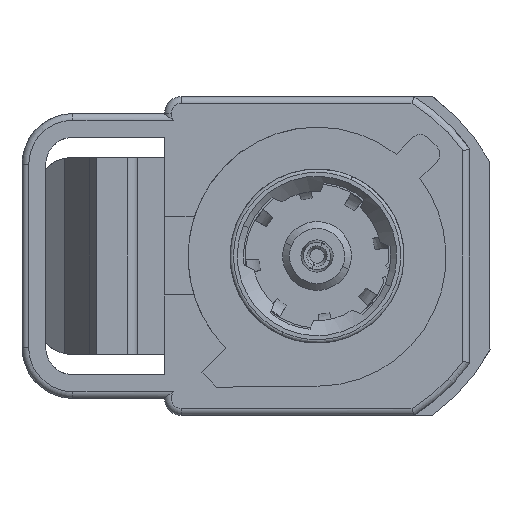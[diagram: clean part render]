
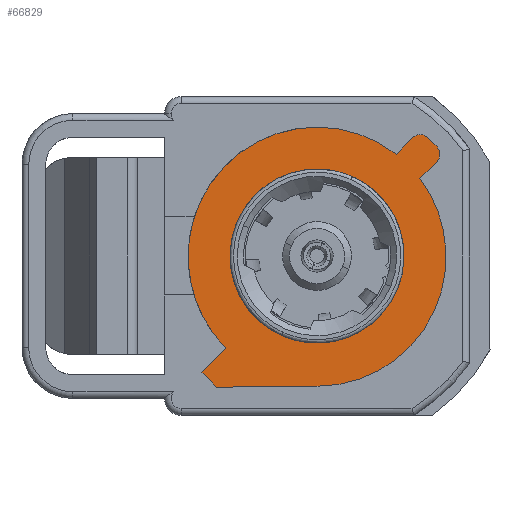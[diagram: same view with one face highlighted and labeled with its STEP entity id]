
A CAD part, left-side view. The second image highlights one B-rep face of the part: STEP entity #66829.
In plain terms, the highlighted planar face has unit normal (-1, 0, 0).
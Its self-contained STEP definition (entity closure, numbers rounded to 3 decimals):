
#765 = LINE ( 'NONE', #107481, #6565 ) ;
#1941 = VERTEX_POINT ( 'NONE', #63522 ) ;
#2075 = CARTESIAN_POINT ( 'NONE',  ( 9.3, 1.366, 3.612 ) ) ;
#3001 = DIRECTION ( 'NONE',  ( -1., 0., 0. ) ) ;
#3103 = AXIS2_PLACEMENT_3D ( 'NONE', #128204, #127515, #20093 ) ;
#3127 = CIRCLE ( 'NONE', #32094, 1.9 ) ;
#5321 = CIRCLE ( 'NONE', #3103, 3.8 ) ;
#5345 = CIRCLE ( 'NONE', #38747, 3.8 ) ;
#5470 = DIRECTION ( 'NONE',  ( 0., 0., 1. ) ) ;
#5583 = ORIENTED_EDGE ( 'NONE', *, *, #28532, .F. ) ;
#6408 = CARTESIAN_POINT ( 'NONE',  ( 9.3, 0.846, 3.092 ) ) ;
#6565 = VECTOR ( 'NONE', #98352, 1000. ) ;
#7268 = DIRECTION ( 'NONE',  ( 0., 0., 1. ) ) ;
#7282 = VERTEX_POINT ( 'NONE', #51014 ) ;
#7440 = EDGE_CURVE ( 'NONE', #116956, #91668, #765, .T. ) ;
#7639 = DIRECTION ( 'NONE',  ( -1., 0., 0. ) ) ;
#8622 = CARTESIAN_POINT ( 'NONE',  ( 9.3, 4.5, 0. ) ) ;
#8963 = ORIENTED_EDGE ( 'NONE', *, *, #108349, .F. ) ;
#9406 = ORIENTED_EDGE ( 'NONE', *, *, #80113, .F. ) ;
#11293 = EDGE_CURVE ( 'NONE', #133490, #61741, #135264, .T. ) ;
#11730 = CARTESIAN_POINT ( 'NONE',  ( 9.3, 5.665, -5.665 ) ) ;
#14788 = CARTESIAN_POINT ( 'NONE',  ( 9.3, 4.5, 0. ) ) ;
#14943 = CARTESIAN_POINT ( 'NONE',  ( 9.3, 7.462, -3.867 ) ) ;
#16822 = ORIENTED_EDGE ( 'NONE', *, *, #36345, .T. ) ;
#18173 = CARTESIAN_POINT ( 'NONE',  ( 9.3, 8.292, -0.24 ) ) ;
#20093 = DIRECTION ( 'NONE',  ( 0., 0., 1. ) ) ;
#20492 = EDGE_CURVE ( 'NONE', #44792, #40337, #24506, .T. ) ;
#24506 = CIRCLE ( 'NONE', #64535, 1.9 ) ;
#25151 = DIRECTION ( 'NONE',  ( 0., 0.707, -0.707 ) ) ;
#25312 = CARTESIAN_POINT ( 'NONE',  ( 9.3, 0.846, 2.907 ) ) ;
#26301 = FACE_OUTER_BOUND ( 'NONE', #29576, .T. ) ;
#26534 = CARTESIAN_POINT ( 'NONE',  ( 9.3, 2.6, 2.555 ) ) ;
#28532 = EDGE_CURVE ( 'NONE', #91668, #114861, #118459, .T. ) ;
#29576 = EDGE_LOOP ( 'NONE', ( #16822, #54031, #5583, #86807, #137749, #42388, #29641, #133271, #9406, #8963, #34812, #60009, #100035 ) ) ;
#29641 = ORIENTED_EDGE ( 'NONE', *, *, #110151, .T. ) ;
#31407 = VECTOR ( 'NONE', #25151, 1000. ) ;
#32094 = AXIS2_PLACEMENT_3D ( 'NONE', #59876, #7639, #80851 ) ;
#34812 = ORIENTED_EDGE ( 'NONE', *, *, #62522, .F. ) ;
#35587 = CARTESIAN_POINT ( 'NONE',  ( 9.3, 4.498, -0.04 ) ) ;
#36277 = DIRECTION ( 'NONE',  ( 0., 0., 1. ) ) ;
#36331 = DIRECTION ( 'NONE',  ( -1., 0., 0. ) ) ;
#36345 = EDGE_CURVE ( 'NONE', #44531, #1941, #127289, .T. ) ;
#37606 = LINE ( 'NONE', #91987, #31407 ) ;
#38747 = AXIS2_PLACEMENT_3D ( 'NONE', #35587, #100438, #36277 ) ;
#39853 = CARTESIAN_POINT ( 'NONE',  ( 9.3, 2.744, -0.726 ) ) ;
#40337 = VERTEX_POINT ( 'NONE', #39853 ) ;
#40655 = DIRECTION ( 'NONE',  ( -1., 0., 0. ) ) ;
#42388 = ORIENTED_EDGE ( 'NONE', *, *, #11293, .F. ) ;
#42452 = EDGE_CURVE ( 'NONE', #61741, #116956, #61050, .T. ) ;
#43958 = CARTESIAN_POINT ( 'NONE',  ( 9.3, 0.705, 0.2 ) ) ;
#44531 = VERTEX_POINT ( 'NONE', #43958 ) ;
#44792 = VERTEX_POINT ( 'NONE', #113661 ) ;
#47875 = CARTESIAN_POINT ( 'NONE',  ( 9.3, 0.654, -3.846 ) ) ;
#47933 = LINE ( 'NONE', #48613, #87485 ) ;
#48613 = CARTESIAN_POINT ( 'NONE',  ( 9.3, 2.229, 2.229 ) ) ;
#51014 = CARTESIAN_POINT ( 'NONE',  ( 9.3, 4.5, 3.8 ) ) ;
#54031 = ORIENTED_EDGE ( 'NONE', *, *, #62268, .F. ) ;
#56359 = DIRECTION ( 'NONE',  ( 1., 0., 0. ) ) ;
#56478 = AXIS2_PLACEMENT_3D ( 'NONE', #57057, #56359, #5470 ) ;
#57057 = CARTESIAN_POINT ( 'NONE',  ( 9.3, 4.498, -0.04 ) ) ;
#59876 = CARTESIAN_POINT ( 'NONE',  ( 9.3, 4.5, 0. ) ) ;
#60009 = ORIENTED_EDGE ( 'NONE', *, *, #111333, .F. ) ;
#61033 = DIRECTION ( 'NONE',  ( 0., 0., 1. ) ) ;
#61050 = B_SPLINE_CURVE_WITH_KNOTS ( 'NONE', 3,
 ( #98998, #75287, #2075, #108126 ),
 .UNSPECIFIED., .F., .F.,
 ( 4, 4 ),
 ( 0., 1. ),
 .UNSPECIFIED. ) ;
#61741 = VERTEX_POINT ( 'NONE', #86850 ) ;
#62268 = EDGE_CURVE ( 'NONE', #114861, #1941, #37606, .T. ) ;
#62522 = EDGE_CURVE ( 'NONE', #127792, #88644, #76538, .T. ) ;
#63440 = CIRCLE ( 'NONE', #56478, 3.8 ) ;
#63522 = CARTESIAN_POINT ( 'NONE',  ( 9.3, 1.466, 2.287 ) ) ;
#64535 = AXIS2_PLACEMENT_3D ( 'NONE', #14788, #36331, #79582 ) ;
#66829 = ADVANCED_FACE ( 'NONE', ( #86931, #26301 ), #129548, .T. ) ;
#69972 = EDGE_CURVE ( 'NONE', #40337, #44792, #3127, .T. ) ;
#71513 = AXIS2_PLACEMENT_3D ( 'NONE', #121590, #3001, #120889 ) ;
#75287 = CARTESIAN_POINT ( 'NONE',  ( 9.3, 1.551, 3.612 ) ) ;
#76538 = LINE ( 'NONE', #11730, #118365 ) ;
#77077 = VERTEX_POINT ( 'NONE', #133503 ) ;
#79484 = CARTESIAN_POINT ( 'NONE',  ( 9.3, 4.502, -3.84 ) ) ;
#79582 = DIRECTION ( 'NONE',  ( 0., 0., 1. ) ) ;
#80113 = EDGE_CURVE ( 'NONE', #77077, #80716, #63440, .T. ) ;
#80575 = CARTESIAN_POINT ( 'NONE',  ( 9.3, 0.96, 2.793 ) ) ;
#80716 = VERTEX_POINT ( 'NONE', #18173 ) ;
#80851 = DIRECTION ( 'NONE',  ( 0., 0., 1. ) ) ;
#82602 = VECTOR ( 'NONE', #102475, 1000. ) ;
#85053 = VERTEX_POINT ( 'NONE', #79484 ) ;
#86807 = ORIENTED_EDGE ( 'NONE', *, *, #7440, .F. ) ;
#86850 = CARTESIAN_POINT ( 'NONE',  ( 9.3, 1.674, 3.497 ) ) ;
#86931 = FACE_BOUND ( 'NONE', #120175, .T. ) ;
#87485 = VECTOR ( 'NONE', #134428, 1000. ) ;
#88644 = VERTEX_POINT ( 'NONE', #130228 ) ;
#91668 = VERTEX_POINT ( 'NONE', #108465 ) ;
#91987 = CARTESIAN_POINT ( 'NONE',  ( 9.3, 1.876, 1.876 ) ) ;
#93019 = CARTESIAN_POINT ( 'NONE',  ( 9.3, 1.242, 3.497 ) ) ;
#94366 = AXIS2_PLACEMENT_3D ( 'NONE', #8622, #40655, #7268 ) ;
#97610 = CARTESIAN_POINT ( 'NONE',  ( 9.3, -0.035, -3.798 ) ) ;
#97810 = CARTESIAN_POINT ( 'NONE',  ( 9.3, 2.165, 2.998 ) ) ;
#98352 = DIRECTION ( 'NONE',  ( 0., -0.707, -0.707 ) ) ;
#98998 = CARTESIAN_POINT ( 'NONE',  ( 9.3, 1.674, 3.497 ) ) ;
#100035 = ORIENTED_EDGE ( 'NONE', *, *, #124763, .F. ) ;
#100438 = DIRECTION ( 'NONE',  ( 1., 0., 0. ) ) ;
#101002 = AXIS2_PLACEMENT_3D ( 'NONE', #47875, #112768, #61033 ) ;
#102475 = DIRECTION ( 'NONE',  ( 0., -0.701, 0.713 ) ) ;
#103143 = VECTOR ( 'NONE', #106058, 1000. ) ;
#106058 = DIRECTION ( 'NONE',  ( 0., 1., -0.009 ) ) ;
#107481 = CARTESIAN_POINT ( 'NONE',  ( 9.3, -1.128, 1.128 ) ) ;
#108126 = CARTESIAN_POINT ( 'NONE',  ( 9.3, 1.242, 3.497 ) ) ;
#108349 = EDGE_CURVE ( 'NONE', #88644, #77077, #47933, .T. ) ;
#108465 = CARTESIAN_POINT ( 'NONE',  ( 9.3, 0.96, 3.216 ) ) ;
#108672 = DIRECTION ( 'NONE',  ( 0., 0.707, 0.707 ) ) ;
#110151 = EDGE_CURVE ( 'NONE', #133490, #7282, #5321, .T. ) ;
#111333 = EDGE_CURVE ( 'NONE', #85053, #127792, #118616, .T. ) ;
#112768 = DIRECTION ( 'NONE',  ( -1., 0., 0. ) ) ;
#113661 = CARTESIAN_POINT ( 'NONE',  ( 9.3, 6.256, 0.726 ) ) ;
#114861 = VERTEX_POINT ( 'NONE', #80575 ) ;
#116736 = CIRCLE ( 'NONE', #94366, 3.8 ) ;
#116956 = VERTEX_POINT ( 'NONE', #93019 ) ;
#118365 = VECTOR ( 'NONE', #108672, 1000. ) ;
#118459 = B_SPLINE_CURVE_WITH_KNOTS ( 'NONE', 3,
 ( #133389, #6408, #25312, #134077 ),
 .UNSPECIFIED., .F., .F.,
 ( 4, 4 ),
 ( 0., 1. ),
 .UNSPECIFIED. ) ;
#118616 = LINE ( 'NONE', #97610, #103143 ) ;
#120175 = EDGE_LOOP ( 'NONE', ( #120721, #129208 ) ) ;
#120721 = ORIENTED_EDGE ( 'NONE', *, *, #20492, .F. ) ;
#120889 = DIRECTION ( 'NONE',  ( 0., 0., 1. ) ) ;
#121590 = CARTESIAN_POINT ( 'NONE',  ( 9.3, 4.5, 0. ) ) ;
#124592 = EDGE_CURVE ( 'NONE', #7282, #80716, #116736, .T. ) ;
#124763 = EDGE_CURVE ( 'NONE', #44531, #85053, #5345, .T. ) ;
#127289 = CIRCLE ( 'NONE', #71513, 3.8 ) ;
#127515 = DIRECTION ( 'NONE',  ( -1., 0., 0. ) ) ;
#127792 = VERTEX_POINT ( 'NONE', #14943 ) ;
#128204 = CARTESIAN_POINT ( 'NONE',  ( 9.3, 4.5, 0. ) ) ;
#129208 = ORIENTED_EDGE ( 'NONE', *, *, #69972, .F. ) ;
#129548 = PLANE ( 'NONE',  #101002 ) ;
#130228 = CARTESIAN_POINT ( 'NONE',  ( 9.3, 7.894, -3.436 ) ) ;
#133271 = ORIENTED_EDGE ( 'NONE', *, *, #124592, .T. ) ;
#133389 = CARTESIAN_POINT ( 'NONE',  ( 9.3, 0.96, 3.216 ) ) ;
#133490 = VERTEX_POINT ( 'NONE', #97810 ) ;
#133503 = CARTESIAN_POINT ( 'NONE',  ( 9.3, 7.185, -2.727 ) ) ;
#134077 = CARTESIAN_POINT ( 'NONE',  ( 9.3, 0.96, 2.793 ) ) ;
#134428 = DIRECTION ( 'NONE',  ( 0., -0.707, 0.707 ) ) ;
#135264 = LINE ( 'NONE', #26534, #82602 ) ;
#137749 = ORIENTED_EDGE ( 'NONE', *, *, #42452, .F. ) ;
